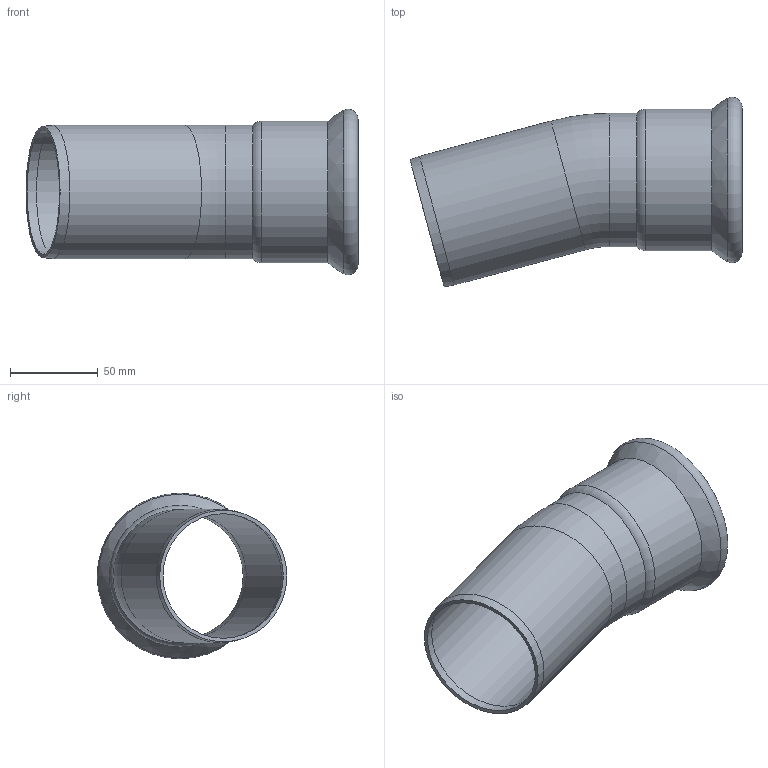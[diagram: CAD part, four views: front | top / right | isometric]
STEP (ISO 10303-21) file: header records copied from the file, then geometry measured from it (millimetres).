
FILE_DESCRIPTION(/* description */ ('Curva 15° MF Ø 76,1 Inoxpres - corta '),/* implementation_level */ '2;1');
FILE_NAME(/* name */ '181076151C_Inoxpres.stp',/* time_stamp */ '2022-10-10T16:06:17+02:00',/* author */ ('Vault'),/* organization */ ('Raccorderie metalliche s.p.a. '),/* preprocessor_version */ 'ST-DEVELOPER v18.1',/* originating_system */ 'Autodesk Inventor 2020',/* authorisation */ 'Raccorderie metalliche s.p.a. ');
FILE_SCHEMA (('AUTOMOTIVE_DESIGN { 1 0 10303 214 3 1 1 }','AP242_MANAGED_MODEL_BASED_3D_ENGINEERING_MIM_LF { 1 0 10303 442 1 1 4 }'));
Length unit declared in the file: millimetre
Products named in the file (1): 181076151C_Inoxpres
Bounding box: 189.49 x 108.23 x 94.49 mm (x, y, z)
Volume: 107138.5 mm3; surface area: 90363.5 mm2
Topology: 1 solids, 1 shells, 21 faces, 70 edges, 50 vertices
Faces by surface type: cylinder 8, torus 7, cone 4, bspline 1, plane 1
Full cylindrical faces by diameter (mm): 72.1 x2, 76.1 x2, 76.7 x1, 78.5 x2, 80.7 x1
Entity records: 889 total; most frequent: DIRECTION 170, CARTESIAN_POINT 168, ORIENTED_EDGE 140, AXIS2_PLACEMENT_3D 79, EDGE_CURVE 70, CIRCLE 58, VERTEX_POINT 50, EDGE_LOOP 22
